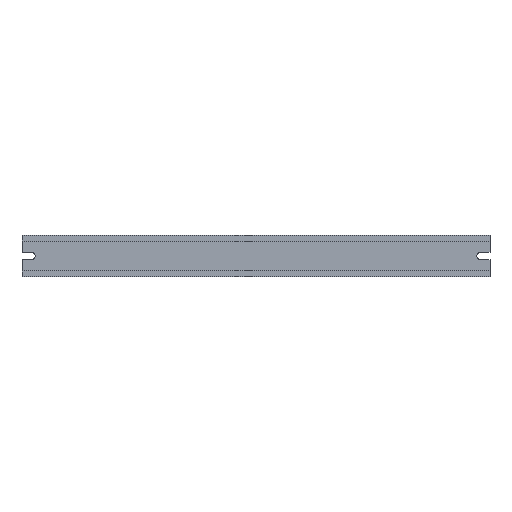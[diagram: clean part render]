
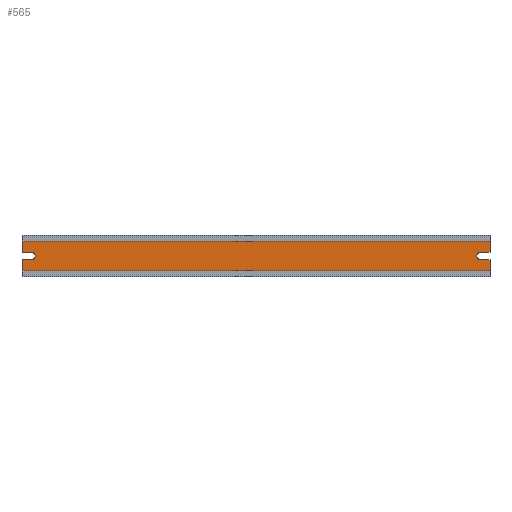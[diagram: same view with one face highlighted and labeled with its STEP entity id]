
A CAD part, top view. The second image highlights one B-rep face of the part: STEP entity #565.
In plain terms, the highlighted planar face has unit normal (0, 0, 1).
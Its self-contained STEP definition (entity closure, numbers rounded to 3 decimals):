
#8 = DIRECTION ( 'NONE',  ( -1., 0., 0. ) ) ;
#15 = DIRECTION ( 'NONE',  ( 1., 0., 0. ) ) ;
#18 = CARTESIAN_POINT ( 'NONE',  ( -195.5, -3., 1. ) ) ;
#21 = EDGE_CURVE ( 'NONE', #336, #733, #534, .T. ) ;
#22 = CARTESIAN_POINT ( 'NONE',  ( 195.5, 12.5, 1. ) ) ;
#34 = DIRECTION ( 'NONE',  ( 0., 1., 0. ) ) ;
#39 = LINE ( 'NONE', #326, #480 ) ;
#40 = CIRCLE ( 'NONE', #247, 3. ) ;
#57 = EDGE_CURVE ( 'NONE', #742, #336, #180, .T. ) ;
#59 = DIRECTION ( 'NONE',  ( 0., 0., 1. ) ) ;
#60 = AXIS2_PLACEMENT_3D ( 'NONE', #670, #59, #503 ) ;
#64 = VECTOR ( 'NONE', #8, 1000. ) ;
#68 = EDGE_CURVE ( 'NONE', #438, #163, #433, .T. ) ;
#70 = ORIENTED_EDGE ( 'NONE', *, *, #294, .F. ) ;
#79 = DIRECTION ( 'NONE',  ( 0., 0., 1. ) ) ;
#89 = FACE_OUTER_BOUND ( 'NONE', #756, .T. ) ;
#95 = DIRECTION ( 'NONE',  ( 1., 0., 0. ) ) ;
#99 = VECTOR ( 'NONE', #499, 1000. ) ;
#111 = EDGE_CURVE ( 'NONE', #297, #222, #114, .T. ) ;
#114 = LINE ( 'NONE', #361, #131 ) ;
#116 = CARTESIAN_POINT ( 'NONE',  ( 195.5, -12.5, 1. ) ) ;
#126 = DIRECTION ( 'NONE',  ( -1., 0., 0. ) ) ;
#131 = VECTOR ( 'NONE', #196, 1000. ) ;
#134 = LINE ( 'NONE', #446, #453 ) ;
#143 = DIRECTION ( 'NONE',  ( 0., 1., 0. ) ) ;
#163 = VERTEX_POINT ( 'NONE', #272 ) ;
#180 = LINE ( 'NONE', #191, #181 ) ;
#181 = VECTOR ( 'NONE', #718, 1000. ) ;
#190 = CARTESIAN_POINT ( 'NONE',  ( -184.5, 0., 1. ) ) ;
#191 = CARTESIAN_POINT ( 'NONE',  ( 187.5, 3., 1. ) ) ;
#195 = EDGE_CURVE ( 'NONE', #733, #526, #134, .T. ) ;
#196 = DIRECTION ( 'NONE',  ( 0., 1., 0. ) ) ;
#200 = EDGE_CURVE ( 'NONE', #742, #486, #39, .T. ) ;
#208 = LINE ( 'NONE', #581, #417 ) ;
#217 = CARTESIAN_POINT ( 'NONE',  ( 195.5, -12.5, 1. ) ) ;
#222 = VERTEX_POINT ( 'NONE', #515 ) ;
#225 = CARTESIAN_POINT ( 'NONE',  ( -195.5, -12.5, 1. ) ) ;
#233 = EDGE_CURVE ( 'NONE', #163, #504, #208, .T. ) ;
#234 = CARTESIAN_POINT ( 'NONE',  ( -187.5, -3., 1. ) ) ;
#247 = AXIS2_PLACEMENT_3D ( 'NONE', #698, #721, #343 ) ;
#258 = EDGE_CURVE ( 'NONE', #279, #297, #473, .T. ) ;
#264 = EDGE_CURVE ( 'NONE', #486, #504, #464, .T. ) ;
#266 = ORIENTED_EDGE ( 'NONE', *, *, #372, .F. ) ;
#270 = ORIENTED_EDGE ( 'NONE', *, *, #57, .F. ) ;
#272 = CARTESIAN_POINT ( 'NONE',  ( -195.5, 3., 1. ) ) ;
#276 = VECTOR ( 'NONE', #143, 1000. ) ;
#279 = VERTEX_POINT ( 'NONE', #217 ) ;
#294 = EDGE_CURVE ( 'NONE', #454, #438, #40, .T. ) ;
#297 = VERTEX_POINT ( 'NONE', #225 ) ;
#312 = CARTESIAN_POINT ( 'NONE',  ( -187.5, 3., 1. ) ) ;
#326 = CARTESIAN_POINT ( 'NONE',  ( 195.5, -13.5, 1. ) ) ;
#336 = VERTEX_POINT ( 'NONE', #423 ) ;
#343 = DIRECTION ( 'NONE',  ( 1., 0., 0. ) ) ;
#357 = ORIENTED_EDGE ( 'NONE', *, *, #111, .F. ) ;
#361 = CARTESIAN_POINT ( 'NONE',  ( -195.5, -13.5, 1. ) ) ;
#372 = EDGE_CURVE ( 'NONE', #663, #454, #574, .T. ) ;
#397 = PLANE ( 'NONE',  #608 ) ;
#410 = CARTESIAN_POINT ( 'NONE',  ( 195.5, 12.5, 1. ) ) ;
#411 = ORIENTED_EDGE ( 'NONE', *, *, #264, .T. ) ;
#417 = VECTOR ( 'NONE', #34, 1000. ) ;
#421 = CARTESIAN_POINT ( 'NONE',  ( -187.5, 3., 1. ) ) ;
#423 = CARTESIAN_POINT ( 'NONE',  ( 187.5, 3., 1. ) ) ;
#433 = LINE ( 'NONE', #421, #652 ) ;
#438 = VERTEX_POINT ( 'NONE', #312 ) ;
#441 = EDGE_CURVE ( 'NONE', #222, #663, #448, .T. ) ;
#446 = CARTESIAN_POINT ( 'NONE',  ( 195.5, -3., 1. ) ) ;
#448 = LINE ( 'NONE', #18, #99 ) ;
#453 = VECTOR ( 'NONE', #95, 1000. ) ;
#454 = VERTEX_POINT ( 'NONE', #190 ) ;
#464 = LINE ( 'NONE', #410, #481 ) ;
#467 = CARTESIAN_POINT ( 'NONE',  ( 195.5, -3., 1. ) ) ;
#469 = AXIS2_PLACEMENT_3D ( 'NONE', #492, #79, #15 ) ;
#470 = DIRECTION ( 'NONE',  ( -1., 0., 0. ) ) ;
#471 = ORIENTED_EDGE ( 'NONE', *, *, #629, .T. ) ;
#473 = LINE ( 'NONE', #116, #64 ) ;
#480 = VECTOR ( 'NONE', #682, 1000. ) ;
#481 = VECTOR ( 'NONE', #470, 1000. ) ;
#482 = ORIENTED_EDGE ( 'NONE', *, *, #21, .F. ) ;
#486 = VERTEX_POINT ( 'NONE', #22 ) ;
#492 = CARTESIAN_POINT ( 'NONE',  ( -187.5, 0., 1. ) ) ;
#497 = ORIENTED_EDGE ( 'NONE', *, *, #441, .F. ) ;
#499 = DIRECTION ( 'NONE',  ( 1., 0., 0. ) ) ;
#501 = ORIENTED_EDGE ( 'NONE', *, *, #233, .F. ) ;
#503 = DIRECTION ( 'NONE',  ( -1., 0., 0. ) ) ;
#504 = VERTEX_POINT ( 'NONE', #527 ) ;
#514 = DIRECTION ( 'NONE',  ( 0., 0., 1. ) ) ;
#515 = CARTESIAN_POINT ( 'NONE',  ( -195.5, -3., 1. ) ) ;
#524 = DIRECTION ( 'NONE',  ( 0., -1., 0. ) ) ;
#526 = VERTEX_POINT ( 'NONE', #467 ) ;
#527 = CARTESIAN_POINT ( 'NONE',  ( -195.5, 12.5, 1. ) ) ;
#530 = ORIENTED_EDGE ( 'NONE', *, *, #258, .F. ) ;
#534 = CIRCLE ( 'NONE', #60, 3. ) ;
#544 = ORIENTED_EDGE ( 'NONE', *, *, #200, .T. ) ;
#565 = ADVANCED_FACE ( 'NONE', ( #89 ), #397, .T. ) ;
#574 = CIRCLE ( 'NONE', #469, 3. ) ;
#581 = CARTESIAN_POINT ( 'NONE',  ( -195.5, -13.5, 1. ) ) ;
#582 = ORIENTED_EDGE ( 'NONE', *, *, #195, .F. ) ;
#588 = CARTESIAN_POINT ( 'NONE',  ( 195.5, -13.5, 1. ) ) ;
#602 = CARTESIAN_POINT ( 'NONE',  ( 195.5, 3., 1. ) ) ;
#604 = CARTESIAN_POINT ( 'NONE',  ( 187.5, -3., 1. ) ) ;
#608 = AXIS2_PLACEMENT_3D ( 'NONE', #588, #514, #524 ) ;
#629 = EDGE_CURVE ( 'NONE', #279, #526, #703, .T. ) ;
#645 = ORIENTED_EDGE ( 'NONE', *, *, #68, .F. ) ;
#652 = VECTOR ( 'NONE', #126, 1000. ) ;
#663 = VERTEX_POINT ( 'NONE', #234 ) ;
#670 = CARTESIAN_POINT ( 'NONE',  ( 187.5, 0., 1. ) ) ;
#682 = DIRECTION ( 'NONE',  ( 0., 1., 0. ) ) ;
#688 = CARTESIAN_POINT ( 'NONE',  ( 195.5, -13.5, 1. ) ) ;
#698 = CARTESIAN_POINT ( 'NONE',  ( -187.5, 0., 1. ) ) ;
#703 = LINE ( 'NONE', #688, #276 ) ;
#718 = DIRECTION ( 'NONE',  ( -1., 0., 0. ) ) ;
#721 = DIRECTION ( 'NONE',  ( 0., 0., 1. ) ) ;
#733 = VERTEX_POINT ( 'NONE', #604 ) ;
#742 = VERTEX_POINT ( 'NONE', #602 ) ;
#756 = EDGE_LOOP ( 'NONE', ( #582, #482, #270, #544, #411, #501, #645, #70, #266, #497, #357, #530, #471 ) ) ;
